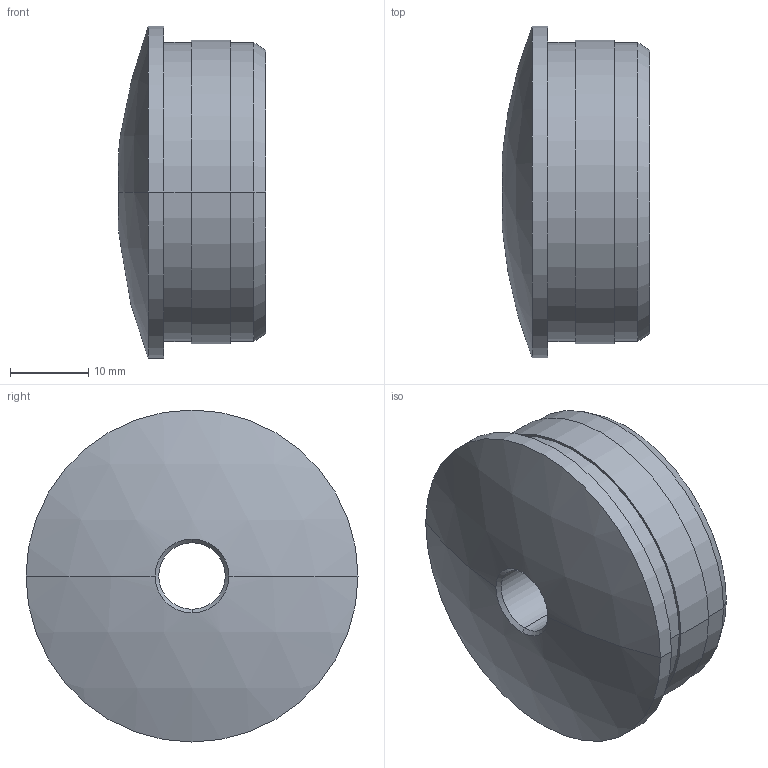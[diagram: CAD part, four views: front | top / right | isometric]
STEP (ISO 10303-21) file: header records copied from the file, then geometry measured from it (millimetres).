
FILE_DESCRIPTION (( 'STEP AP203' ), '1' );
FILE_NAME ('0100000000000082_21_A_5735-242.STEP', '2019-05-23T08:01:52', ( '' ), ( '' ), 'SwSTEP 2.0', 'SolidWorks 2019', '' );
FILE_SCHEMA (( 'CONFIG_CONTROL_DESIGN' ));
Length unit declared in the file: millimetre
Products named in the file (1): 0100000000000082_21_A_5735-242
Bounding box: 18.81 x 42.4 x 42.4 mm (x, y, z)
Volume: 5724.9 mm3; surface area: 6778.2 mm2
Topology: 1 solids, 1 shells, 101 faces, 248 edges, 144 vertices
Faces by surface type: cylinder 28, bspline 28, torus 22, plane 13, sphere 6, cone 4
Entity records: 3616 total; most frequent: CARTESIAN_POINT 1393, ORIENTED_EDGE 480, DIRECTION 420, EDGE_CURVE 240, AXIS2_PLACEMENT_3D 188, VERTEX_POINT 144, CIRCLE 114, EDGE_LOOP 106
